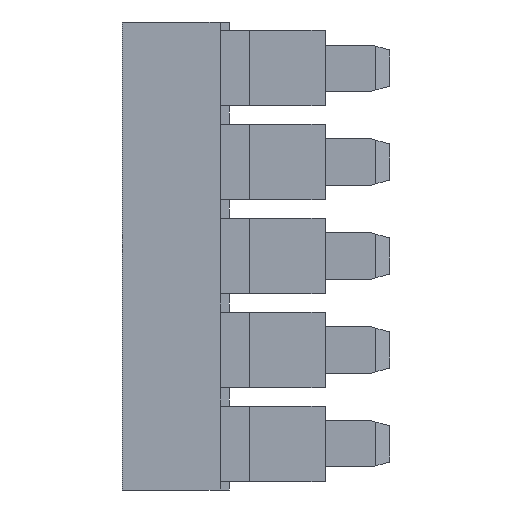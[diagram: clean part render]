
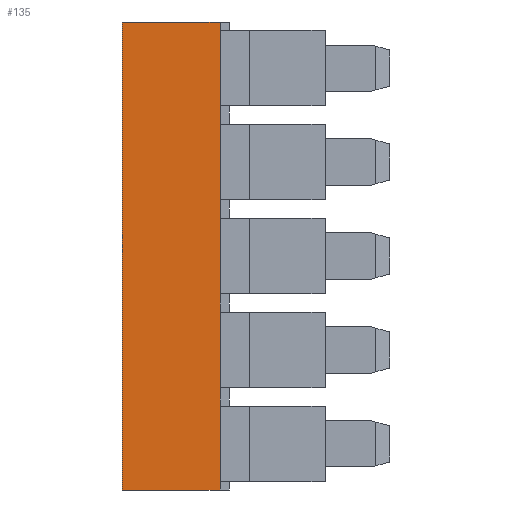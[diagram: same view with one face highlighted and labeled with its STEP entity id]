
A CAD part, left-side view. The second image highlights one B-rep face of the part: STEP entity #135.
In plain terms, the highlighted planar face has unit normal (-1, 0, 0).
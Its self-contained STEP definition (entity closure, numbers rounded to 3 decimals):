
#135=ADVANCED_FACE('',(#364),#250,.F.);
#250=PLANE('',#2428);
#364=FACE_OUTER_BOUND('',#476,.T.);
#476=EDGE_LOOP('',(#751,#752,#753,#754));
#751=ORIENTED_EDGE('',*,*,#1489,.F.);
#752=ORIENTED_EDGE('',*,*,#1502,.F.);
#753=ORIENTED_EDGE('',*,*,#1545,.F.);
#754=ORIENTED_EDGE('',*,*,#1544,.F.);
#1255=VERTEX_POINT('',#3189);
#1256=VERTEX_POINT('',#3190);
#1265=VERTEX_POINT('',#3215);
#1301=VERTEX_POINT('',#3295);
#1489=EDGE_CURVE('',#1255,#1256,#1813,.T.);
#1502=EDGE_CURVE('',#1265,#1255,#1826,.T.);
#1544=EDGE_CURVE('',#1256,#1301,#1868,.T.);
#1545=EDGE_CURVE('',#1301,#1265,#1869,.T.);
#1813=LINE('',#3188,#2135);
#1826=LINE('',#3214,#2148);
#1868=LINE('',#3298,#2190);
#1869=LINE('',#3300,#2191);
#2135=VECTOR('',#2615,1.);
#2148=VECTOR('',#2634,1.);
#2190=VECTOR('',#2684,1.);
#2191=VECTOR('',#2687,1.);
#2428=AXIS2_PLACEMENT_3D('',#3301,#2688,#2689);
#2615=DIRECTION('',(0.,1.,0.));
#2634=DIRECTION('',(0.,0.,-1.));
#2684=DIRECTION('',(0.,0.,1.));
#2687=DIRECTION('',(0.,-1.,0.));
#2688=DIRECTION('',(1.,0.,0.));
#2689=DIRECTION('',(0.,0.,-1.));
#3188=CARTESIAN_POINT('',(-2.,0.,-17.8));
#3189=CARTESIAN_POINT('',(-2.,15.7,-17.8));
#3190=CARTESIAN_POINT('',(-2.,21.,-17.8));
#3214=CARTESIAN_POINT('',(-2.,15.7,-8.));
#3215=CARTESIAN_POINT('',(-2.,15.7,7.6));
#3295=CARTESIAN_POINT('',(-2.,21.,7.6));
#3298=CARTESIAN_POINT('',(-2.,21.,-17.5));
#3300=CARTESIAN_POINT('',(-2.,0.,7.6));
#3301=CARTESIAN_POINT('',(-2.,0.,-15.3));
